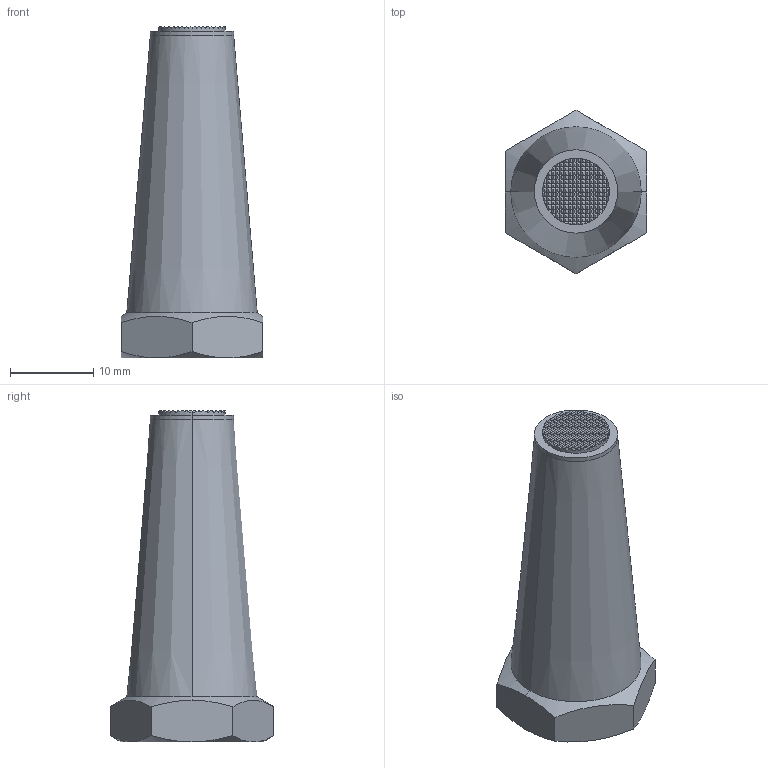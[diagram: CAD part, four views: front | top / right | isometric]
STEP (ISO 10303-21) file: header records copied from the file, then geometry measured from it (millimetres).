
FILE_DESCRIPTION (( 'STEP AP203' ), '1' );
FILE_NAME ('bj810-10040-s.STEP', '2021-10-25T00:30:28', ( '' ), ( '' ), 'SwSTEP 2.0', 'SolidWorks 2020', '' );
FILE_SCHEMA (( 'CONFIG_CONTROL_DESIGN' ));
Length unit declared in the file: millimetre
Products named in the file (1): bj810-10040-s
Bounding box: 17 x 19.63 x 39.81 mm (x, y, z)
Volume: 4731.2 mm3; surface area: 2465.9 mm2
Topology: 1 solids, 1 shells, 475 faces, 1403 edges, 932 vertices
Faces by surface type: plane 459, cone 10, cylinder 6
Entity records: 15688 total; most frequent: CARTESIAN_POINT 3331, ORIENTED_EDGE 2806, DIRECTION 2225, EDGE_CURVE 1403, VECTOR 1237, LINE 1237, VERTEX_POINT 932, AXIS2_PLACEMENT_3D 494
